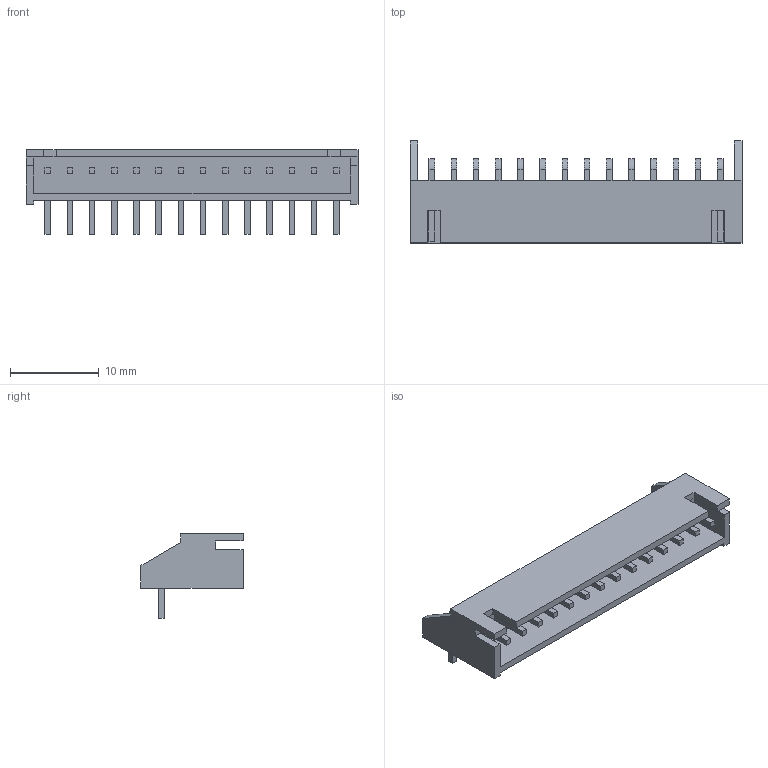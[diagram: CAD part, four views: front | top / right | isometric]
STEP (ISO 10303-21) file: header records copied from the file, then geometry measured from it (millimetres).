
FILE_DESCRIPTION(('FreeCAD Model'),'2;1');
FILE_NAME('JST_XH_S14B-XH-A_14x2.50mm_Angled.STEP','2016-03-20T22:59:51',('Author') ,(''),'Open CASCADE STEP processor 6.8','FreeCAD','Unknown');
FILE_SCHEMA(('AUTOMOTIVE_DESIGN_CC2 { 1 2 10303 214 -1 1 5 4 }'));
Length unit declared in the file: millimetre
Products named in the file (1): S14B-XH-A
Bounding box: 37.4 x 11.5 x 9.55 mm (x, y, z)
Volume: 916.8 mm3; surface area: 1975.1 mm2
Topology: 1 solids, 1 shells, 228 faces, 594 edges, 396 vertices
Faces by surface type: plane 200, cylinder 28
Entity records: 18773 total; most frequent: CARTESIAN_POINT 5263, DIRECTION 2156, LINE 1558, VECTOR 1558, ORIENTED_EDGE 1188, PCURVE 1188, DEFINITIONAL_REPRESENTATION 1188, EDGE_CURVE 594
